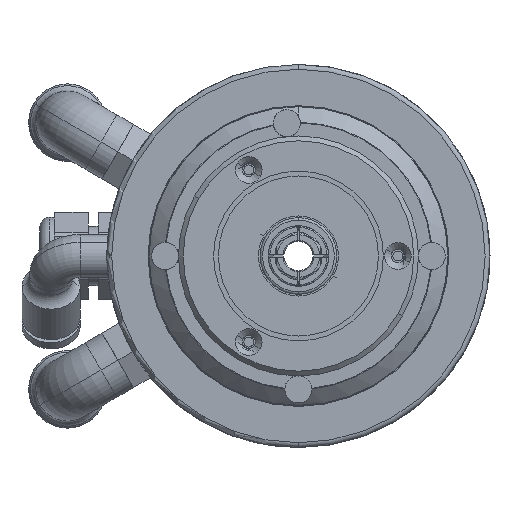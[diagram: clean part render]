
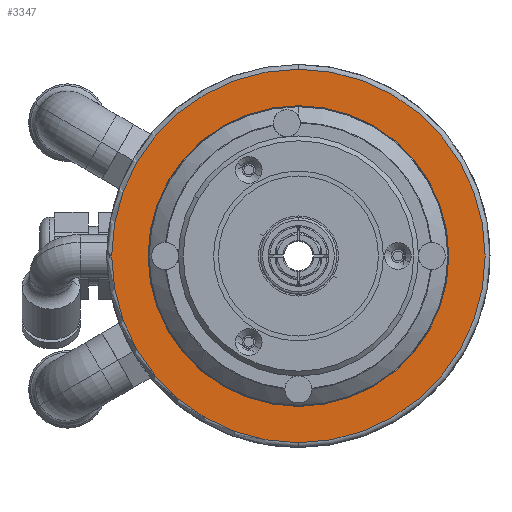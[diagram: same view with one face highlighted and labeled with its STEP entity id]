
A CAD part, left-side view. The second image highlights one B-rep face of the part: STEP entity #3347.
In plain terms, the highlighted planar face has unit normal (-1, 0, 0).
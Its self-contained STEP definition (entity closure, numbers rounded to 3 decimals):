
#105 = DIRECTION ( 'NONE',  ( -1., 0., 0. ) ) ;
#145 = VERTEX_POINT ( 'NONE', #11499 ) ;
#149 = DIRECTION ( 'NONE',  ( 0., 0., 1. ) ) ;
#189 = CARTESIAN_POINT ( 'NONE',  ( 4.2, 0., 0. ) ) ;
#213 = VERTEX_POINT ( 'NONE', #13715 ) ;
#268 = DIRECTION ( 'NONE',  ( 0., 0., -1. ) ) ;
#754 = CARTESIAN_POINT ( 'NONE',  ( 4.2, 0., 38.5 ) ) ;
#883 = DIRECTION ( 'NONE',  ( 1., 0., 0. ) ) ;
#953 = DIRECTION ( 'NONE',  ( 0., 0., -1. ) ) ;
#1057 = EDGE_CURVE ( 'NONE', #213, #6344, #7581, .T. ) ;
#1200 = EDGE_CURVE ( 'NONE', #17055, #145, #12902, .T. ) ;
#1763 = FACE_BOUND ( 'NONE', #19751, .T. ) ;
#2610 = FACE_OUTER_BOUND ( 'NONE', #21528, .T. ) ;
#3347 = ADVANCED_FACE ( 'NONE', ( #2610, #1763 ), #16641, .F. ) ;
#3623 = EDGE_CURVE ( 'NONE', #145, #17055, #7617, .T. ) ;
#3994 = AXIS2_PLACEMENT_3D ( 'NONE', #11623, #883, #953 ) ;
#4168 = AXIS2_PLACEMENT_3D ( 'NONE', #10915, #7315, #149 ) ;
#5556 = CARTESIAN_POINT ( 'NONE',  ( 4.2, 0., 31. ) ) ;
#6344 = VERTEX_POINT ( 'NONE', #754 ) ;
#6589 = CIRCLE ( 'NONE', #20292, 38.5 ) ;
#7186 = DIRECTION ( 'NONE',  ( 0., 0., -1. ) ) ;
#7315 = DIRECTION ( 'NONE',  ( -1., 0., 0. ) ) ;
#7581 = CIRCLE ( 'NONE', #10609, 38.5 ) ;
#7617 = CIRCLE ( 'NONE', #4168, 31. ) ;
#7733 = ORIENTED_EDGE ( 'NONE', *, *, #11721, .T. ) ;
#10609 = AXIS2_PLACEMENT_3D ( 'NONE', #17782, #21341, #7186 ) ;
#10915 = CARTESIAN_POINT ( 'NONE',  ( 4.2, 0., 0. ) ) ;
#11499 = CARTESIAN_POINT ( 'NONE',  ( 4.2, 0., -31. ) ) ;
#11623 = CARTESIAN_POINT ( 'NONE',  ( 4.2, 31., 0. ) ) ;
#11721 = EDGE_CURVE ( 'NONE', #6344, #213, #6589, .T. ) ;
#12655 = DIRECTION ( 'NONE',  ( 0., 0., 1. ) ) ;
#12739 = DIRECTION ( 'NONE',  ( -1., 0., 0. ) ) ;
#12902 = CIRCLE ( 'NONE', #21726, 31. ) ;
#13715 = CARTESIAN_POINT ( 'NONE',  ( 4.2, 0., -38.5 ) ) ;
#16641 = PLANE ( 'NONE',  #3994 ) ;
#17055 = VERTEX_POINT ( 'NONE', #5556 ) ;
#17782 = CARTESIAN_POINT ( 'NONE',  ( 4.2, 0., 0. ) ) ;
#18579 = ORIENTED_EDGE ( 'NONE', *, *, #3623, .F. ) ;
#19396 = ORIENTED_EDGE ( 'NONE', *, *, #1057, .T. ) ;
#19751 = EDGE_LOOP ( 'NONE', ( #22820, #18579 ) ) ;
#20129 = CARTESIAN_POINT ( 'NONE',  ( 4.2, 0., 0. ) ) ;
#20292 = AXIS2_PLACEMENT_3D ( 'NONE', #189, #12739, #268 ) ;
#21341 = DIRECTION ( 'NONE',  ( -1., 0., 0. ) ) ;
#21528 = EDGE_LOOP ( 'NONE', ( #19396, #7733 ) ) ;
#21726 = AXIS2_PLACEMENT_3D ( 'NONE', #20129, #105, #12655 ) ;
#22820 = ORIENTED_EDGE ( 'NONE', *, *, #1200, .F. ) ;
